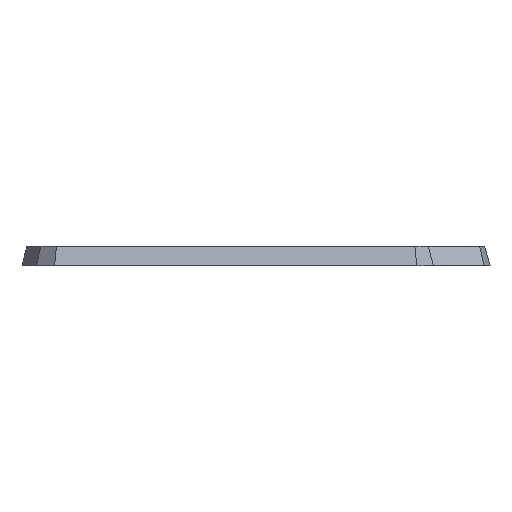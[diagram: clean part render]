
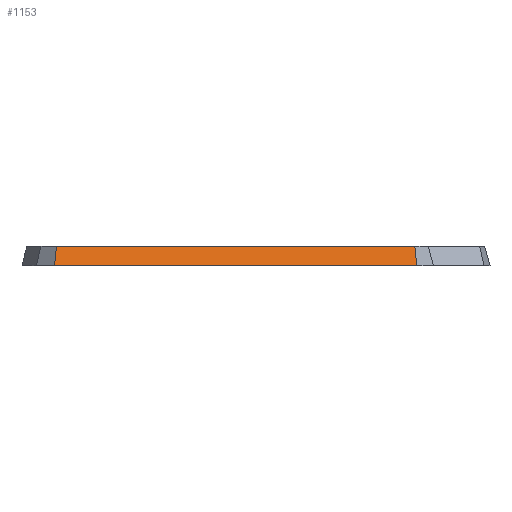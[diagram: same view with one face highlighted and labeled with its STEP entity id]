
A CAD part, left-side view. The second image highlights one B-rep face of the part: STEP entity #1153.
In plain terms, the highlighted planar face has unit normal (-0.97, 0, 0.242).
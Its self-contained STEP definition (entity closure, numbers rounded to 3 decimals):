
#78=FACE_OUTER_BOUND('',#143,.T.);
#143=EDGE_LOOP('',(#821,#822,#823,#824));
#254=LINE('',#1732,#392);
#255=LINE('',#1735,#393);
#256=LINE('',#1737,#394);
#257=LINE('',#1738,#395);
#392=VECTOR('',#1391,10.);
#393=VECTOR('',#1394,10.);
#394=VECTOR('',#1395,10.);
#395=VECTOR('',#1396,10.);
#522=VERTEX_POINT('',#1728);
#523=VERTEX_POINT('',#1730);
#524=VERTEX_POINT('',#1734);
#525=VERTEX_POINT('',#1736);
#643=EDGE_CURVE('',#523,#522,#254,.T.);
#644=EDGE_CURVE('',#524,#522,#255,.T.);
#645=EDGE_CURVE('',#523,#525,#256,.T.);
#646=EDGE_CURVE('',#525,#524,#257,.T.);
#821=ORIENTED_EDGE('',*,*,#644,.T.);
#822=ORIENTED_EDGE('',*,*,#643,.F.);
#823=ORIENTED_EDGE('',*,*,#645,.T.);
#824=ORIENTED_EDGE('',*,*,#646,.T.);
#1104=PLANE('',#1237);
#1153=ADVANCED_FACE('',(#78),#1104,.T.);
#1237=AXIS2_PLACEMENT_3D('',#1733,#1392,#1393);
#1391=DIRECTION('',(-0.241,-0.1,-0.965));
#1392=DIRECTION('center_axis',(-0.97,0.,
0.243));
#1393=DIRECTION('ref_axis',(0.243,0.,0.97));
#1394=DIRECTION('',(0.,-1.,0.));
#1395=DIRECTION('',(0.,1.,0.));
#1396=DIRECTION('',(-0.241,0.092,-0.966));
#1728=CARTESIAN_POINT('',(32.839,-132.103,3.8));
#1730=CARTESIAN_POINT('',(34.339,-131.481,9.8));
#1732=CARTESIAN_POINT('',(34.339,-131.481,9.8));
#1733=CARTESIAN_POINT('Origin',(33.589,-50.894,6.8));
#1734=CARTESIAN_POINT('',(32.839,-22.221,3.8));
#1735=CARTESIAN_POINT('',(32.839,-17.221,3.8));
#1736=CARTESIAN_POINT('',(34.339,-22.795,9.8));
#1737=CARTESIAN_POINT('',(34.339,-50.894,9.8));
#1738=CARTESIAN_POINT('',(34.339,-22.795,9.8));
